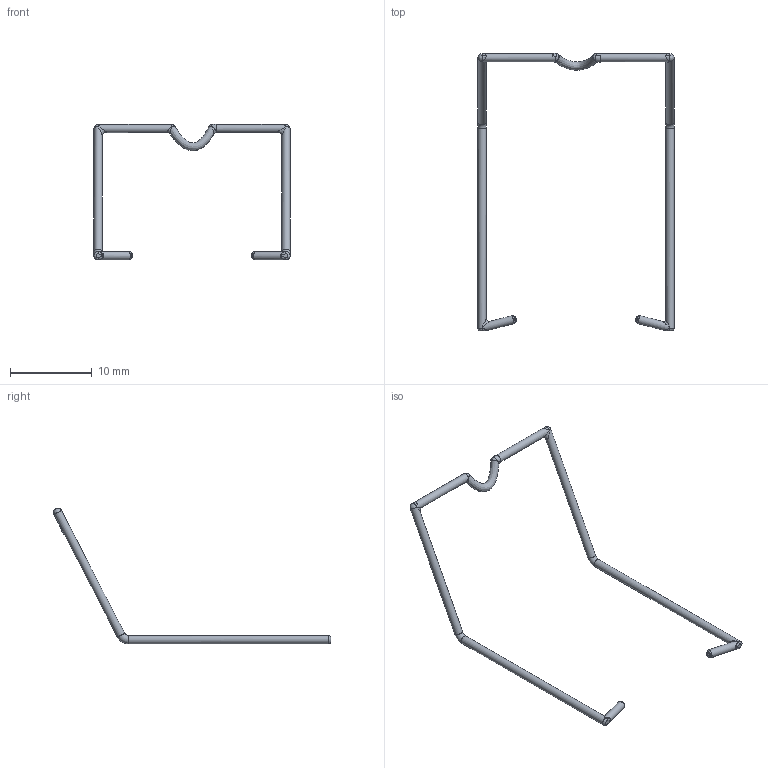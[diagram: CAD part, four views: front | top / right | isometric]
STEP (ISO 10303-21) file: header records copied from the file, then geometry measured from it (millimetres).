
FILE_DESCRIPTION((''),'2;1');
FILE_NAME('G4-1052.stp','2015-07-31T09:26:13',('CAD Station'),(''),'Autodesk Inventor 2013','Autodesk Inventor 2013','');
FILE_SCHEMA(('CONFIG_CONTROL_DESIGN'));
Length unit declared in the file: millimetre
Products named in the file (1): G4-1052
Bounding box: 24 x 33.97 x 16.58 mm (x, y, z)
Volume: 93 mm3; surface area: 371.8 mm2
Topology: 1 solids, 1 shells, 58 faces, 158 edges, 79 vertices
Faces by surface type: bspline 35, cylinder 12, plane 7, cone 2, torus 2
Full cylindrical faces by diameter (mm): 1 x8
Entity records: 3214 total; most frequent: CARTESIAN_POINT 2071, ORIENTED_EDGE 214, DIRECTION 198, EDGE_CURVE 107, AXIS2_PLACEMENT_3D 99, EDGE_LOOP 74, VERTEX_POINT 67, STYLED_ITEM 59
